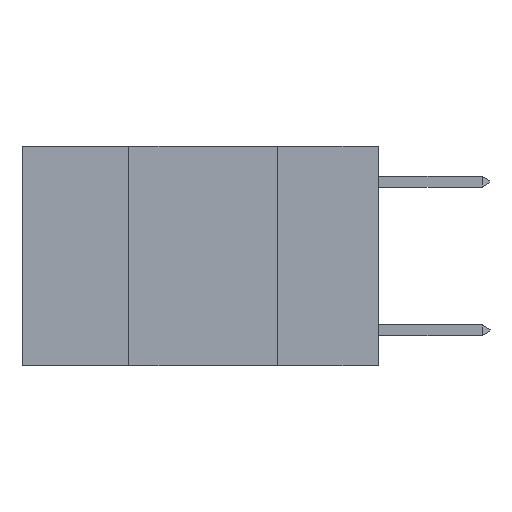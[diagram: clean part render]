
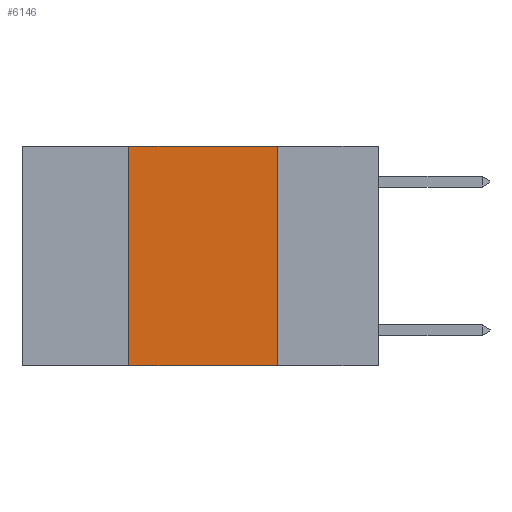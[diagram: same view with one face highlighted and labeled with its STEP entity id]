
A CAD part, left-side view. The second image highlights one B-rep face of the part: STEP entity #6146.
In plain terms, the highlighted planar face has unit normal (-1, 0, 0).
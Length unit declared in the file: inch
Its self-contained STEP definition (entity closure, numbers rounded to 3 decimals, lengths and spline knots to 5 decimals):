
#60 = EDGE_CURVE ( 'NONE', #667, #481, #5883, .T. ) ;
#278 = CARTESIAN_POINT ( 'NONE',  ( 0., 0.6, 0. ) ) ;
#481 = VERTEX_POINT ( 'NONE', #8227 ) ;
#511 = ORIENTED_EDGE ( 'NONE', *, *, #60, .F. ) ;
#664 = EDGE_CURVE ( 'NONE', #1281, #1314, #699, .T. ) ;
#667 = VERTEX_POINT ( 'NONE', #1027 ) ;
#699 = LINE ( 'NONE', #6022, #5243 ) ;
#1027 = CARTESIAN_POINT ( 'NONE',  ( 0., 0.17, 0. ) ) ;
#1110 = EDGE_LOOP ( 'NONE', ( #511, #4738, #8458, #2207 ) ) ;
#1281 = VERTEX_POINT ( 'NONE', #6432 ) ;
#1314 = VERTEX_POINT ( 'NONE', #2094 ) ;
#1693 = CARTESIAN_POINT ( 'NONE',  ( 0., 0.6, -0.37 ) ) ;
#1896 = LINE ( 'NONE', #1693, #8142 ) ;
#2094 = CARTESIAN_POINT ( 'NONE',  ( 0., 0.42, 0. ) ) ;
#2207 = ORIENTED_EDGE ( 'NONE', *, *, #7601, .T. ) ;
#2555 = DIRECTION ( 'NONE',  ( 0., -1., 0. ) ) ;
#2740 = VECTOR ( 'NONE', #9987, 39.37008 ) ;
#3811 = CARTESIAN_POINT ( 'NONE',  ( 0., 0.6, 0. ) ) ;
#3846 = PLANE ( 'NONE',  #5177 ) ;
#4715 = DIRECTION ( 'NONE',  ( 1., 0., 0. ) ) ;
#4738 = ORIENTED_EDGE ( 'NONE', *, *, #5368, .F. ) ;
#4997 = LINE ( 'NONE', #278, #2740 ) ;
#5177 = AXIS2_PLACEMENT_3D ( 'NONE', #3811, #4715, #10062 ) ;
#5243 = VECTOR ( 'NONE', #10223, 39.37008 ) ;
#5368 = EDGE_CURVE ( 'NONE', #1314, #667, #4997, .T. ) ;
#5640 = VECTOR ( 'NONE', #6033, 39.37008 ) ;
#5883 = LINE ( 'NONE', #7451, #5640 ) ;
#6022 = CARTESIAN_POINT ( 'NONE',  ( 0., 0.42, 0. ) ) ;
#6033 = DIRECTION ( 'NONE',  ( 0., 0., -1. ) ) ;
#6146 = ADVANCED_FACE ( 'NONE', ( #10415 ), #3846, .F. ) ;
#6432 = CARTESIAN_POINT ( 'NONE',  ( 0., 0.42, -0.37 ) ) ;
#7451 = CARTESIAN_POINT ( 'NONE',  ( 0., 0.17, 0. ) ) ;
#7601 = EDGE_CURVE ( 'NONE', #1281, #481, #1896, .T. ) ;
#8142 = VECTOR ( 'NONE', #2555, 39.37008 ) ;
#8227 = CARTESIAN_POINT ( 'NONE',  ( 0., 0.17, -0.37 ) ) ;
#8458 = ORIENTED_EDGE ( 'NONE', *, *, #664, .F. ) ;
#9987 = DIRECTION ( 'NONE',  ( 0., -1., 0. ) ) ;
#10062 = DIRECTION ( 'NONE',  ( 0., 0., -1. ) ) ;
#10223 = DIRECTION ( 'NONE',  ( 0., 0., 1. ) ) ;
#10415 = FACE_OUTER_BOUND ( 'NONE', #1110, .T. ) ;
